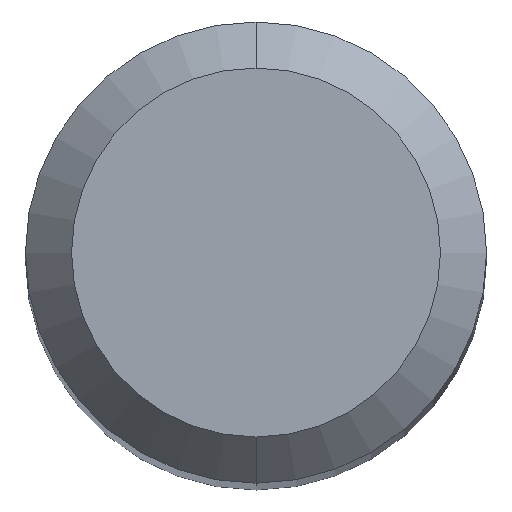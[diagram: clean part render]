
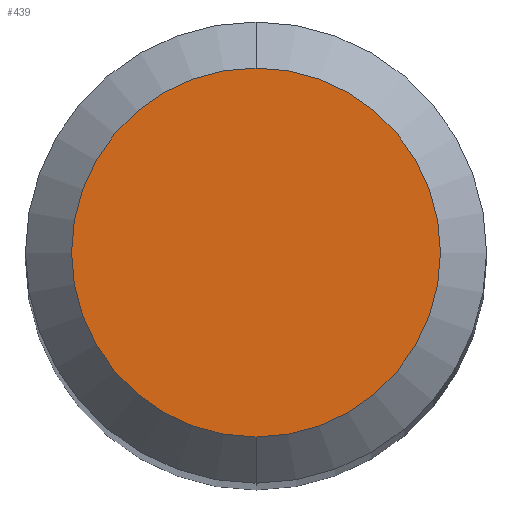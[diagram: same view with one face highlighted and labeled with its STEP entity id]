
A CAD part, top view. The second image highlights one B-rep face of the part: STEP entity #439.
In plain terms, the highlighted planar face has unit normal (0, 0, 1).
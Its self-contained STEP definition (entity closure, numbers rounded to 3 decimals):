
#251=EDGE_CURVE('',#297,#417,#551,.T.);
#297=VERTEX_POINT('',#602);
#301=EDGE_CURVE('',#417,#297,#606,.T.);
#417=VERTEX_POINT('',#733);
#439=ADVANCED_FACE('',(#757),#758,.T.);
#551=CIRCLE('',#920,1.2);
#602=CARTESIAN_POINT('',(0.,-1.2,0.0));
#606=CIRCLE('',#1083,1.2);
#733=CARTESIAN_POINT('',(0.0,1.2,0.0));
#757=FACE_OUTER_BOUND('',#1376,.T.);
#758=PLANE('',#1377);
#920=AXIS2_PLACEMENT_3D('',#1493,#1494,#1495);
#1083=AXIS2_PLACEMENT_3D('',#1551,#1552,#1553);
#1376=EDGE_LOOP('',(#1710,#1711));
#1377=AXIS2_PLACEMENT_3D('',#1712,#1713,#1714);
#1493=CARTESIAN_POINT('',(0.0,0.0,0.0));
#1494=DIRECTION('',(0.0,0.0,-1.0));
#1495=DIRECTION('',(0.0,1.0,0.0));
#1551=CARTESIAN_POINT('',(0.0,0.0,0.0));
#1552=DIRECTION('',(0.0,0.0,-1.0));
#1553=DIRECTION('',(0.0,1.0,0.0));
#1710=ORIENTED_EDGE('',*,*,#301,.F.);
#1711=ORIENTED_EDGE('',*,*,#251,.F.);
#1712=CARTESIAN_POINT('',(0.0,0.6,0.0));
#1713=DIRECTION('',(-0.0,0.0,1.0));
#1714=DIRECTION('',(0.0,-1.0,0.0));
